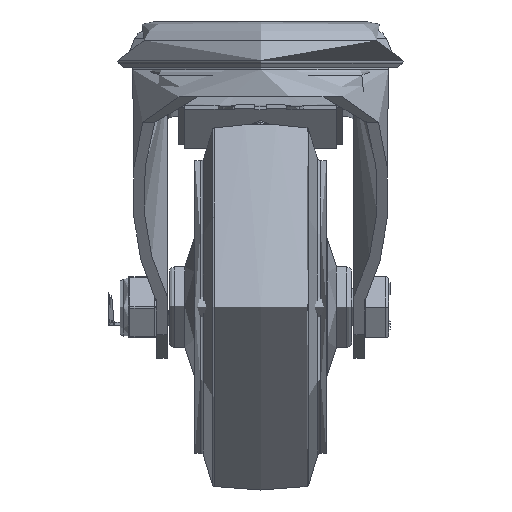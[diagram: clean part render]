
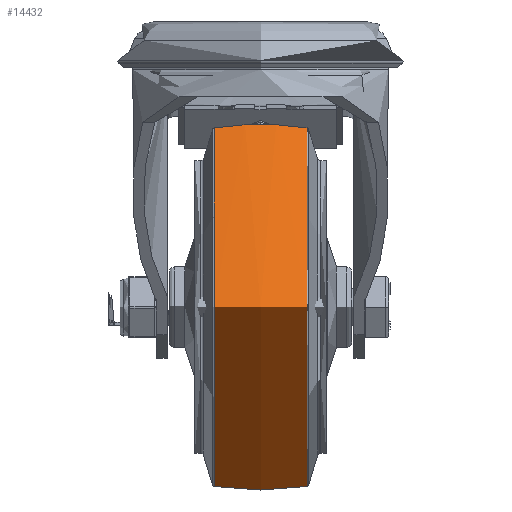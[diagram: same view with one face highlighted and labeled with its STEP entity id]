
A CAD part, left-side view. The second image highlights one B-rep face of the part: STEP entity #14432.
In plain terms, the highlighted free-form (B-spline) face has degree [2, 2] with [3, 9] control points.
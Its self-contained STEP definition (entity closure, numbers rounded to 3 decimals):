
#52=(
BOUNDED_SURFACE()
B_SPLINE_SURFACE(2,2,((#24480,#24481,#24482,#24483,#24484,#24485,#24486,
#24487,#24488),(#24489,#24490,#24491,#24492,#24493,#24494,#24495,#24496,
#24497),(#24498,#24499,#24500,#24501,#24502,#24503,#24504,#24505,#24506)),
 .UNSPECIFIED.,.F.,.T.,.F.)
B_SPLINE_SURFACE_WITH_KNOTS((3,3),(3,2,2,2,3),(-0.15,0.15),
(-3.142,-1.571,0.,1.571,3.142),
 .UNSPECIFIED.)
GEOMETRIC_REPRESENTATION_ITEM()
RATIONAL_B_SPLINE_SURFACE(((1.,0.707,1.,0.707,1.,
0.707,1.,0.707,1.),(0.989,0.699,
0.989,0.699,0.989,0.699,
0.989,0.699,0.989),(1.,0.707,
1.,0.707,1.,0.707,1.,0.707,1.)))
REPRESENTATION_ITEM('')
SURFACE()
);
#4153=FACE_OUTER_BOUND('',#5039,.T.);
#5039=EDGE_LOOP('',(#11358,#11359,#11360,#11361));
#5940=CIRCLE('',#15737,49.045);
#5942=CIRCLE('',#15739,85.);
#5943=CIRCLE('',#15740,49.045);
#6765=VERTEX_POINT('',#24476);
#6766=VERTEX_POINT('',#24507);
#8445=EDGE_CURVE('',#6765,#6765,#5940,.T.);
#8447=EDGE_CURVE('',#6765,#6766,#5942,.T.);
#8448=EDGE_CURVE('',#6766,#6766,#5943,.T.);
#11358=ORIENTED_EDGE('',*,*,#8445,.F.);
#11359=ORIENTED_EDGE('',*,*,#8447,.T.);
#11360=ORIENTED_EDGE('',*,*,#8448,.T.);
#11361=ORIENTED_EDGE('',*,*,#8447,.F.);
#14432=ADVANCED_FACE('',(#4153),#52,.F.);
#15737=AXIS2_PLACEMENT_3D('',#24478,#18003,#18004);
#15739=AXIS2_PLACEMENT_3D('',#24508,#18007,#18008);
#15740=AXIS2_PLACEMENT_3D('',#24509,#18009,#18010);
#18003=DIRECTION('center_axis',(0.,-1.,0.));
#18004=DIRECTION('ref_axis',(0.,0.,1.));
#18007=DIRECTION('center_axis',(-1.,0.,0.));
#18008=DIRECTION('ref_axis',(0.,0.,
1.));
#18009=DIRECTION('center_axis',(0.,-1.,0.));
#18010=DIRECTION('ref_axis',(0.,0.,1.));
#24476=CARTESIAN_POINT('',(0.,-12.707,49.045));
#24478=CARTESIAN_POINT('Origin',(0.,-12.707,0.));
#24480=CARTESIAN_POINT('Ctrl Pts',(0.,12.707,49.045));
#24481=CARTESIAN_POINT('Ctrl Pts',(-49.045,12.707,49.045));
#24482=CARTESIAN_POINT('Ctrl Pts',(-49.045,12.707,0.));
#24483=CARTESIAN_POINT('Ctrl Pts',(-49.045,12.707,-49.045));
#24484=CARTESIAN_POINT('Ctrl Pts',(0.,12.707,-49.045));
#24485=CARTESIAN_POINT('Ctrl Pts',(49.045,12.707,-49.045));
#24486=CARTESIAN_POINT('Ctrl Pts',(49.045,12.707,0.));
#24487=CARTESIAN_POINT('Ctrl Pts',(49.045,12.707,49.045));
#24488=CARTESIAN_POINT('Ctrl Pts',(0.,12.707,49.045));
#24489=CARTESIAN_POINT('Ctrl Pts',(0.,0.,50.966));
#24490=CARTESIAN_POINT('Ctrl Pts',(-50.966,0.,
50.966));
#24491=CARTESIAN_POINT('Ctrl Pts',(-50.966,0.,
0.));
#24492=CARTESIAN_POINT('Ctrl Pts',(-50.966,0.,
-50.966));
#24493=CARTESIAN_POINT('Ctrl Pts',(0.,0.,-50.966));
#24494=CARTESIAN_POINT('Ctrl Pts',(50.966,0.,
-50.966));
#24495=CARTESIAN_POINT('Ctrl Pts',(50.966,0.,
0.));
#24496=CARTESIAN_POINT('Ctrl Pts',(50.966,0.,
50.966));
#24497=CARTESIAN_POINT('Ctrl Pts',(0.,0.,50.966));
#24498=CARTESIAN_POINT('Ctrl Pts',(0.,-12.707,49.045));
#24499=CARTESIAN_POINT('Ctrl Pts',(-49.045,-12.707,
49.045));
#24500=CARTESIAN_POINT('Ctrl Pts',(-49.045,-12.707,
0.));
#24501=CARTESIAN_POINT('Ctrl Pts',(-49.045,-12.707,
-49.045));
#24502=CARTESIAN_POINT('Ctrl Pts',(0.,-12.707,-49.045));
#24503=CARTESIAN_POINT('Ctrl Pts',(49.045,-12.707,-49.045));
#24504=CARTESIAN_POINT('Ctrl Pts',(49.045,-12.707,0.));
#24505=CARTESIAN_POINT('Ctrl Pts',(49.045,-12.707,49.045));
#24506=CARTESIAN_POINT('Ctrl Pts',(0.,-12.707,49.045));
#24507=CARTESIAN_POINT('',(0.,12.707,49.045));
#24508=CARTESIAN_POINT('Origin',(0.,0.,
-35.));
#24509=CARTESIAN_POINT('Origin',(0.,12.707,0.));
